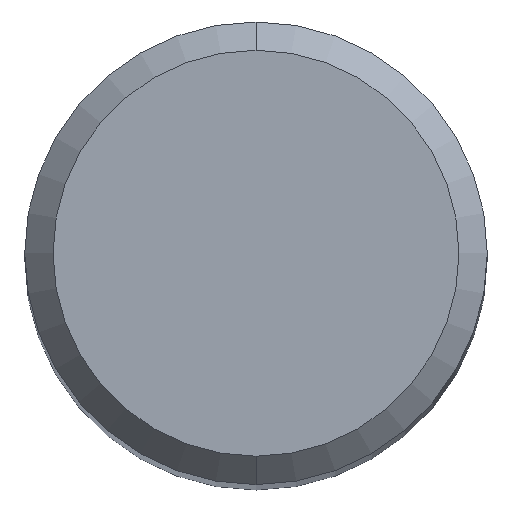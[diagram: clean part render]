
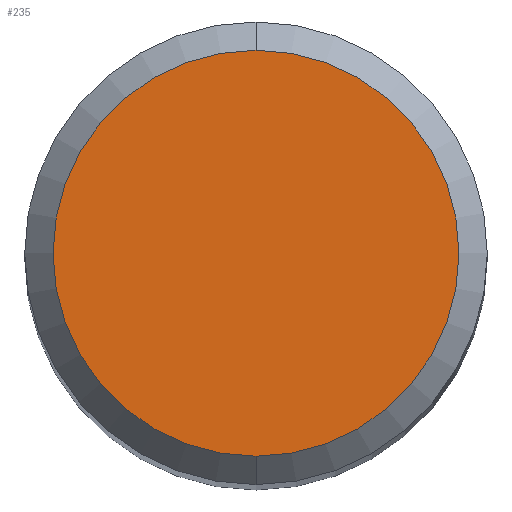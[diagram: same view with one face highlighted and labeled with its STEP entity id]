
A CAD part, top view. The second image highlights one B-rep face of the part: STEP entity #235.
In plain terms, the highlighted planar face has unit normal (0, 0, 1).
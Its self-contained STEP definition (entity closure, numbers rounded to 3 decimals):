
#183=VERTEX_POINT('',#420);
#217=EDGE_CURVE('',#267,#183,#458,.T.);
#235=ADVANCED_FACE('',(#480),#481,.T.);
#267=VERTEX_POINT('',#519);
#271=EDGE_CURVE('',#183,#267,#523,.T.);
#420=CARTESIAN_POINT('',(0.0,2.15,0.0));
#458=CIRCLE('',#735,2.15);
#480=FACE_OUTER_BOUND('',#758,.T.);
#481=PLANE('',#759);
#519=CARTESIAN_POINT('',(0.,-2.15,0.0));
#523=CIRCLE('',#811,2.15);
#735=AXIS2_PLACEMENT_3D('',#1042,#1043,#1044);
#758=EDGE_LOOP('',(#1077,#1078));
#759=AXIS2_PLACEMENT_3D('',#1079,#1080,#1081);
#811=AXIS2_PLACEMENT_3D('',#1147,#1148,#1149);
#1042=CARTESIAN_POINT('',(0.0,0.0,0.0));
#1043=DIRECTION('',(0.0,0.0,-1.0));
#1044=DIRECTION('',(0.0,1.0,0.0));
#1077=ORIENTED_EDGE('',*,*,#271,.F.);
#1078=ORIENTED_EDGE('',*,*,#217,.F.);
#1079=CARTESIAN_POINT('',(0.0,1.075,0.0));
#1080=DIRECTION('',(-0.0,0.0,1.0));
#1081=DIRECTION('',(0.0,-1.0,0.0));
#1147=CARTESIAN_POINT('',(0.0,0.0,0.0));
#1148=DIRECTION('',(0.0,0.0,-1.0));
#1149=DIRECTION('',(0.0,1.0,0.0));
